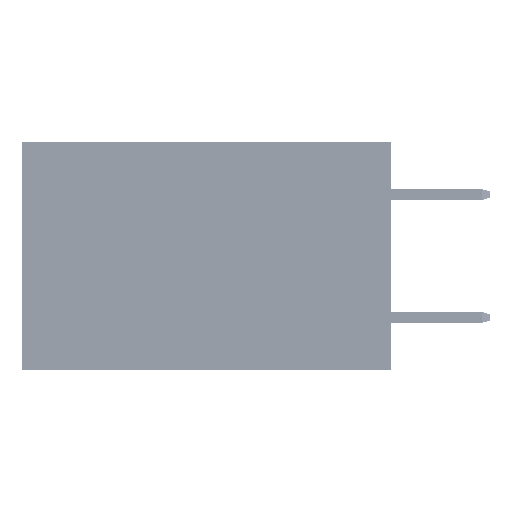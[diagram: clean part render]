
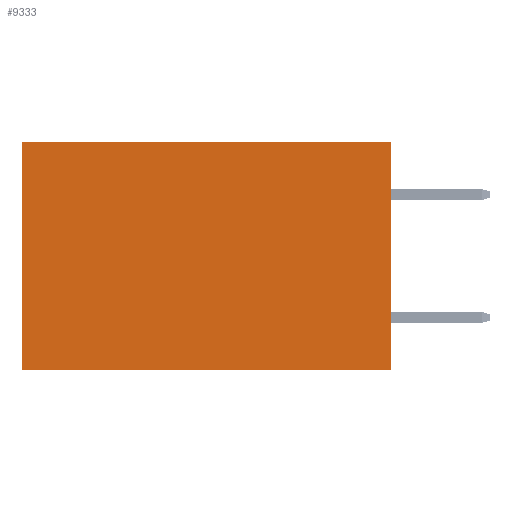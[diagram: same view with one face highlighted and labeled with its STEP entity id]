
A CAD part, left-side view. The second image highlights one B-rep face of the part: STEP entity #9333.
In plain terms, the highlighted planar face has unit normal (-1, 0, 0).
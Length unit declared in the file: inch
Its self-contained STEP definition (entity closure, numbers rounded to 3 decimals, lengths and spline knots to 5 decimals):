
#1500 = DIRECTION ( 'NONE',  ( 0., 1., 0. ) ) ;
#2609 = VERTEX_POINT ( 'NONE', #32957 ) ;
#3937 = ORIENTED_EDGE ( 'NONE', *, *, #20934, .T. ) ;
#4609 = VERTEX_POINT ( 'NONE', #44116 ) ;
#9333 = ADVANCED_FACE ( 'NONE', ( #31752 ), #36637, .F. ) ;
#9378 = CARTESIAN_POINT ( 'NONE',  ( 0.2875, 0., 0. ) ) ;
#9595 = LINE ( 'NONE', #26911, #11888 ) ;
#11244 = CARTESIAN_POINT ( 'NONE',  ( 0.2875, 0., 0. ) ) ;
#11888 = VECTOR ( 'NONE', #1500, 39.37008 ) ;
#12613 = DIRECTION ( 'NONE',  ( 0., 1., 0. ) ) ;
#16011 = EDGE_CURVE ( 'NONE', #20508, #31525, #45962, .T. ) ;
#16064 = VECTOR ( 'NONE', #12613, 39.37008 ) ;
#17978 = EDGE_CURVE ( 'NONE', #4609, #20508, #20862, .T. ) ;
#18916 = DIRECTION ( 'NONE',  ( 1., 0., 0. ) ) ;
#20508 = VERTEX_POINT ( 'NONE', #39434 ) ;
#20756 = CARTESIAN_POINT ( 'NONE',  ( 0.2875, 0.6, -0.37 ) ) ;
#20862 = LINE ( 'NONE', #9378, #44405 ) ;
#20934 = EDGE_CURVE ( 'NONE', #4609, #2609, #9595, .T. ) ;
#21639 = ORIENTED_EDGE ( 'NONE', *, *, #37791, .T. ) ;
#21948 = ORIENTED_EDGE ( 'NONE', *, *, #17978, .F. ) ;
#22210 = EDGE_LOOP ( 'NONE', ( #21639, #46181, #21948, #3937 ) ) ;
#24268 = DIRECTION ( 'NONE',  ( 0., 0., -1. ) ) ;
#25972 = DIRECTION ( 'NONE',  ( 0., 0., -1. ) ) ;
#26911 = CARTESIAN_POINT ( 'NONE',  ( 0.2875, 0., 0. ) ) ;
#29652 = CARTESIAN_POINT ( 'NONE',  ( 0.2875, 0.6, 0. ) ) ;
#31525 = VERTEX_POINT ( 'NONE', #20756 ) ;
#31752 = FACE_OUTER_BOUND ( 'NONE', #22210, .T. ) ;
#32957 = CARTESIAN_POINT ( 'NONE',  ( 0.2875, 0.6, 0. ) ) ;
#34738 = CARTESIAN_POINT ( 'NONE',  ( 0.2875, 0., -0.37 ) ) ;
#36637 = PLANE ( 'NONE',  #38647 ) ;
#36943 = DIRECTION ( 'NONE',  ( 0., 0., -1. ) ) ;
#37791 = EDGE_CURVE ( 'NONE', #2609, #31525, #47091, .T. ) ;
#38647 = AXIS2_PLACEMENT_3D ( 'NONE', #11244, #18916, #36943 ) ;
#39434 = CARTESIAN_POINT ( 'NONE',  ( 0.2875, 0., -0.37 ) ) ;
#42451 = VECTOR ( 'NONE', #25972, 39.37008 ) ;
#44116 = CARTESIAN_POINT ( 'NONE',  ( 0.2875, 0., 0. ) ) ;
#44405 = VECTOR ( 'NONE', #24268, 39.37008 ) ;
#45962 = LINE ( 'NONE', #34738, #16064 ) ;
#46181 = ORIENTED_EDGE ( 'NONE', *, *, #16011, .F. ) ;
#47091 = LINE ( 'NONE', #29652, #42451 ) ;
